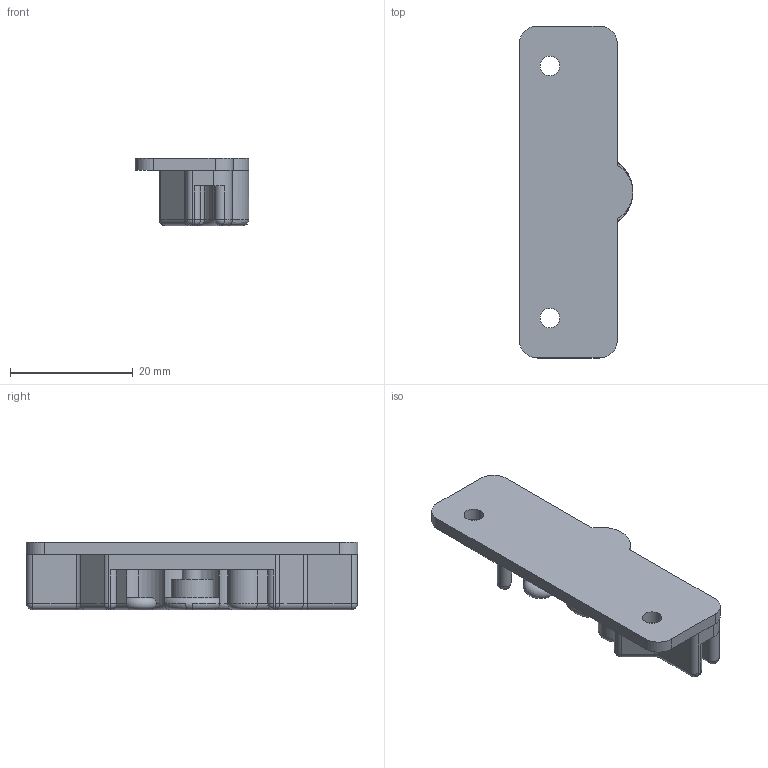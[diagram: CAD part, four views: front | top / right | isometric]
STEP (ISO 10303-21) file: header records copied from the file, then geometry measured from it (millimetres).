
FILE_DESCRIPTION(('FreeCAD Model'),'2;1');
FILE_NAME('Open CASCADE Shape Model','2022-04-17T11:46:01',('Author'),( ''),'Open CASCADE STEP processor 7.5','FreeCAD','Unknown');
FILE_SCHEMA(('AUTOMOTIVE_DESIGN { 1 0 10303 214 1 1 1 1 }'));
Length unit declared in the file: millimetre
Products named in the file (1): belt.clamp
Bounding box: 18.5 x 54 x 11 mm (x, y, z)
Surface area: 4294.6 mm2 (no closed solid volume)
Topology: 0 solids, 1 shells, 118 faces, 306 edges, 173 vertices
Faces by surface type: cylinder 54, plane 38, sphere 12, torus 11, revolution 2, bspline 1
Full cylindrical faces by diameter (mm): 3.2 x3, 6.8 x1
Entity records: 8019 total; most frequent: CARTESIAN_POINT 2301, DIRECTION 1134, LINE 598, VECTOR 598, ORIENTED_EDGE 556, PCURVE 556, DEFINITIONAL_REPRESENTATION 556, EDGE_CURVE 278
